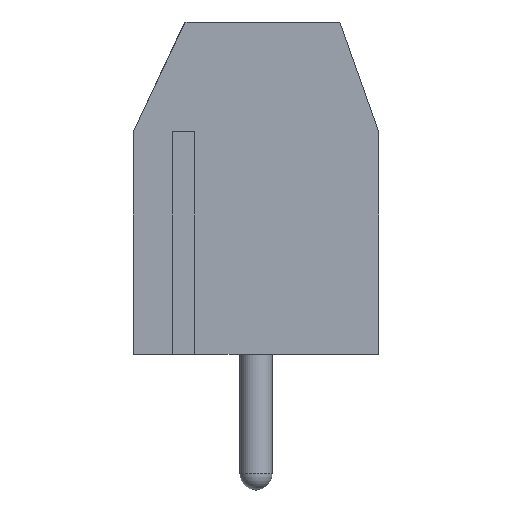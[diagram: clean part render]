
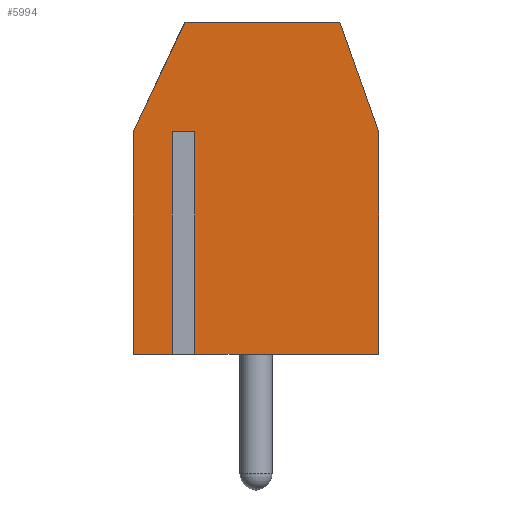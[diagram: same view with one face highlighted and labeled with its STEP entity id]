
A CAD part, left-side view. The second image highlights one B-rep face of the part: STEP entity #5994.
In plain terms, the highlighted planar face has unit normal (-1, 0, 0).
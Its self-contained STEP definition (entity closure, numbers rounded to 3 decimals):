
#329=FACE_OUTER_BOUND('',#665,.T.);
#665=EDGE_LOOP('',(#3991,#3992,#3993,#3994,#3995,#3996,#3997,#3998,#3999,
#4000));
#1017=LINE('',#8590,#1731);
#1023=LINE('',#8605,#1737);
#1033=LINE('',#8628,#1747);
#1034=LINE('',#8634,#1748);
#1035=LINE('',#8636,#1749);
#1036=LINE('',#8638,#1750);
#1037=LINE('',#8640,#1751);
#1038=LINE('',#8642,#1752);
#1039=LINE('',#8644,#1753);
#1040=LINE('',#8645,#1754);
#1731=VECTOR('',#6890,10.);
#1737=VECTOR('',#6902,10.);
#1747=VECTOR('',#6920,10.);
#1748=VECTOR('',#6927,10.);
#1749=VECTOR('',#6928,10.);
#1750=VECTOR('',#6929,10.);
#1751=VECTOR('',#6930,10.);
#1752=VECTOR('',#6931,10.);
#1753=VECTOR('',#6932,10.);
#1754=VECTOR('',#6933,10.);
#2447=VERTEX_POINT('',#8587);
#2448=VERTEX_POINT('',#8589);
#2454=VERTEX_POINT('',#8603);
#2463=VERTEX_POINT('',#8626);
#2465=VERTEX_POINT('',#8633);
#2466=VERTEX_POINT('',#8635);
#2467=VERTEX_POINT('',#8637);
#2468=VERTEX_POINT('',#8639);
#2469=VERTEX_POINT('',#8641);
#2470=VERTEX_POINT('',#8643);
#3050=EDGE_CURVE('',#2447,#2448,#1017,.T.);
#3058=EDGE_CURVE('',#2454,#2447,#1023,.T.);
#3070=EDGE_CURVE('',#2463,#2454,#1033,.T.);
#3073=EDGE_CURVE('',#2465,#2463,#1034,.T.);
#3074=EDGE_CURVE('',#2466,#2465,#1035,.T.);
#3075=EDGE_CURVE('',#2466,#2467,#1036,.T.);
#3076=EDGE_CURVE('',#2468,#2467,#1037,.T.);
#3077=EDGE_CURVE('',#2469,#2468,#1038,.T.);
#3078=EDGE_CURVE('',#2470,#2469,#1039,.T.);
#3079=EDGE_CURVE('',#2470,#2448,#1040,.T.);
#3991=ORIENTED_EDGE('',*,*,#3050,.F.);
#3992=ORIENTED_EDGE('',*,*,#3058,.F.);
#3993=ORIENTED_EDGE('',*,*,#3070,.F.);
#3994=ORIENTED_EDGE('',*,*,#3073,.F.);
#3995=ORIENTED_EDGE('',*,*,#3074,.F.);
#3996=ORIENTED_EDGE('',*,*,#3075,.T.);
#3997=ORIENTED_EDGE('',*,*,#3076,.F.);
#3998=ORIENTED_EDGE('',*,*,#3077,.F.);
#3999=ORIENTED_EDGE('',*,*,#3078,.F.);
#4000=ORIENTED_EDGE('',*,*,#3079,.T.);
#5718=PLANE('',#6372);
#5994=ADVANCED_FACE('',(#329),#5718,.T.);
#6372=AXIS2_PLACEMENT_3D('',#8632,#6925,#6926);
#6890=DIRECTION('',(0.,-0.333,-0.943));
#6902=DIRECTION('',(0.,-1.,0.));
#6920=DIRECTION('',(0.,-0.426,0.905));
#6925=DIRECTION('center_axis',(-1.,0.,0.));
#6926=DIRECTION('ref_axis',(0.,-1.,0.));
#6927=DIRECTION('',(0.,0.,1.));
#6928=DIRECTION('',(0.,1.,0.));
#6929=DIRECTION('',(0.,0.,1.));
#6930=DIRECTION('',(0.,1.,0.));
#6931=DIRECTION('',(0.,0.,1.));
#6932=DIRECTION('',(0.,1.,0.));
#6933=DIRECTION('',(0.,0.,1.));
#8587=CARTESIAN_POINT('',(0.,-6.4,10.3));
#8589=CARTESIAN_POINT('',(0.,-7.6,6.9));
#8590=CARTESIAN_POINT('',(0.,-7.962,5.875));
#8603=CARTESIAN_POINT('',(0.,-1.6,10.3));
#8605=CARTESIAN_POINT('',(0.,-7.6,10.3));
#8626=CARTESIAN_POINT('',(0.,0.,6.9));
#8628=CARTESIAN_POINT('',(0.,0.929,4.925));
#8632=CARTESIAN_POINT('Origin',(0.,0.,0.));
#8633=CARTESIAN_POINT('',(0.,0.,0.));
#8634=CARTESIAN_POINT('',(0.,0.,0.));
#8635=CARTESIAN_POINT('',(0.,-1.35,0.));
#8636=CARTESIAN_POINT('',(0.,-7.6,0.));
#8637=CARTESIAN_POINT('',(0.,-1.35,6.9));
#8638=CARTESIAN_POINT('',(0.,-1.35,0.));
#8639=CARTESIAN_POINT('',(0.,-1.75,6.9));
#8640=CARTESIAN_POINT('',(0.,-1.9,6.9));
#8641=CARTESIAN_POINT('',(0.,-1.75,0.));
#8642=CARTESIAN_POINT('',(0.,-1.75,0.));
#8643=CARTESIAN_POINT('',(0.,-7.6,0.));
#8644=CARTESIAN_POINT('',(0.,-7.6,0.));
#8645=CARTESIAN_POINT('',(0.,-7.6,0.));
